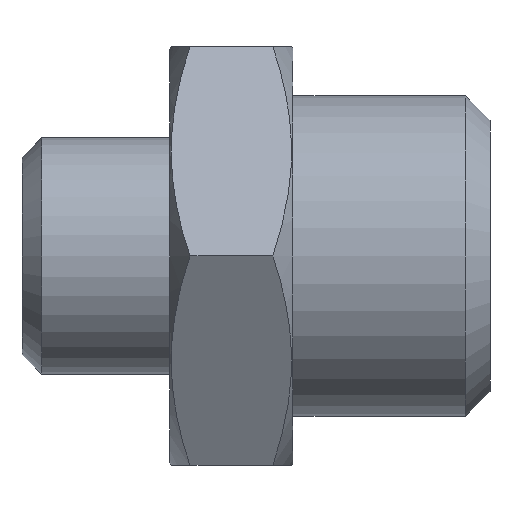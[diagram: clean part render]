
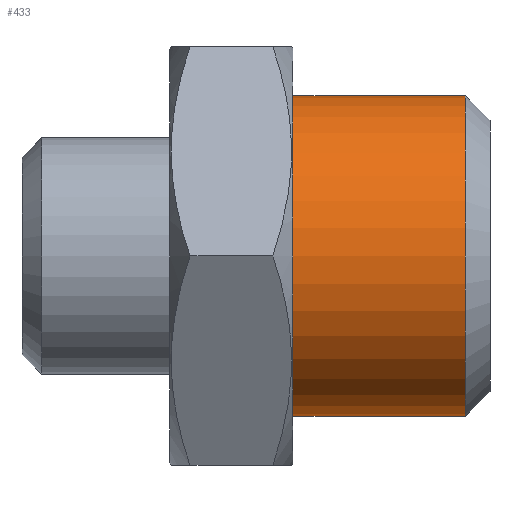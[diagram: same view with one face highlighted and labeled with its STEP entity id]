
A CAD part, left-side view. The second image highlights one B-rep face of the part: STEP entity #433.
In plain terms, the highlighted cylindrical face has radius 6.5 mm (diameter 13 mm), a partial arc.
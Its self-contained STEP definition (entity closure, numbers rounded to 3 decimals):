
#240 = VERTEX_POINT ( 'NONE', #504 ) ;
#241 = EDGE_CURVE ( 'NONE', #247, #240, #548, .T. ) ;
#247 = VERTEX_POINT ( 'NONE', #531 ) ;
#250 = VERTEX_POINT ( 'NONE', #596 ) ;
#280 = EDGE_CURVE ( 'NONE', #250, #334, #695, .T. ) ;
#334 = VERTEX_POINT ( 'NONE', #791 ) ;
#414 = ORIENTED_EDGE ( 'NONE', *, *, #241, .F. ) ;
#415 = ORIENTED_EDGE ( 'NONE', *, *, #465, .T. ) ;
#432 = EDGE_CURVE ( 'NONE', #240, #334, #863, .T. ) ;
#433 = ADVANCED_FACE ( 'NONE', ( #839 ), #873, .T. ) ;
#434 = EDGE_LOOP ( 'NONE', ( #414, #415, #496, #495 ) ) ;
#465 = EDGE_CURVE ( 'NONE', #247, #250, #967, .T. ) ;
#495 = ORIENTED_EDGE ( 'NONE', *, *, #432, .F. ) ;
#496 = ORIENTED_EDGE ( 'NONE', *, *, #280, .T. ) ;
#504 = CARTESIAN_POINT ( 'NONE',  ( 0., 1., 6.5 ) ) ;
#531 = CARTESIAN_POINT ( 'NONE',  ( 0., 8., 6.5 ) ) ;
#545 = DIRECTION ( 'NONE',  ( 0., -1., 0. ) ) ;
#546 = VECTOR ( 'NONE', #545, 1000. ) ;
#547 = CARTESIAN_POINT ( 'NONE',  ( 0., -6.209, 6.5 ) ) ;
#548 = LINE ( 'NONE', #547, #546 ) ;
#596 = CARTESIAN_POINT ( 'NONE',  ( 0., 8., -6.5 ) ) ;
#665 = DIRECTION ( 'NONE',  ( 0., -1., 0. ) ) ;
#666 = VECTOR ( 'NONE', #665, 1000. ) ;
#694 = CARTESIAN_POINT ( 'NONE',  ( 0., -6.209, -6.5 ) ) ;
#695 = LINE ( 'NONE', #694, #666 ) ;
#791 = CARTESIAN_POINT ( 'NONE',  ( 0., 1., -6.5 ) ) ;
#832 = CARTESIAN_POINT ( 'NONE',  ( 0., -6.209, 0. ) ) ;
#833 = AXIS2_PLACEMENT_3D ( 'NONE', #862, #877, #876 ) ;
#839 = FACE_OUTER_BOUND ( 'NONE', #434, .T. ) ;
#862 = CARTESIAN_POINT ( 'NONE',  ( 0., 1., 0. ) ) ;
#863 = CIRCLE ( 'NONE', #833, 6.5 ) ;
#871 = AXIS2_PLACEMENT_3D ( 'NONE', #832, #893, #892 ) ;
#873 = CYLINDRICAL_SURFACE ( 'NONE', #871, 6.5 ) ;
#876 = DIRECTION ( 'NONE',  ( 0., 0., -1. ) ) ;
#877 = DIRECTION ( 'NONE',  ( 0., -1., 0. ) ) ;
#892 = DIRECTION ( 'NONE',  ( 0., 0., -1. ) ) ;
#893 = DIRECTION ( 'NONE',  ( 0., -1., 0. ) ) ;
#959 = AXIS2_PLACEMENT_3D ( 'NONE', #961, #965, #964 ) ;
#961 = CARTESIAN_POINT ( 'NONE',  ( 0., 8., 0. ) ) ;
#964 = DIRECTION ( 'NONE',  ( 0., 0., -1. ) ) ;
#965 = DIRECTION ( 'NONE',  ( 0., -1., 0. ) ) ;
#967 = CIRCLE ( 'NONE', #959, 6.5 ) ;
